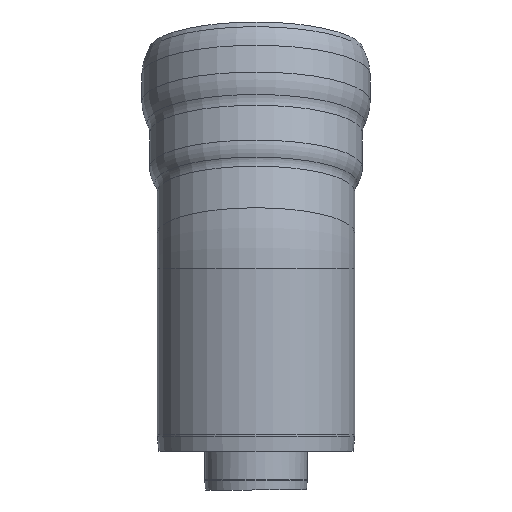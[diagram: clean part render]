
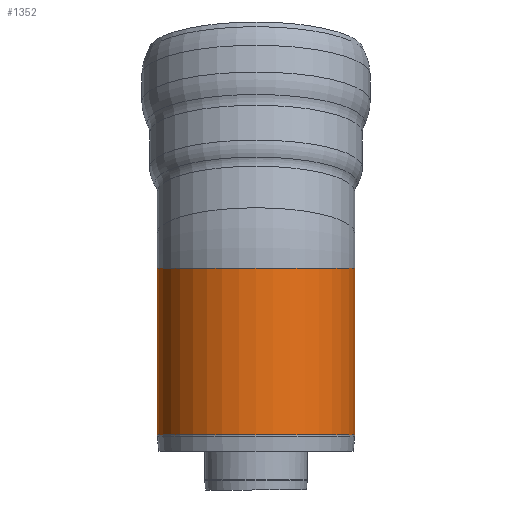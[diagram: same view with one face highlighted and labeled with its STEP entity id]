
A CAD part, left-side view. The second image highlights one B-rep face of the part: STEP entity #1352.
In plain terms, the highlighted cylindrical face has radius 510 mm (diameter 1020 mm), a full revolution.
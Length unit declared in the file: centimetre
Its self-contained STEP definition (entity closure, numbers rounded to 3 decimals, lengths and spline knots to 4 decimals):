
#97=CYLINDRICAL_SURFACE('',#1464,51.);
#117=LINE('',#2169,#198);
#198=VECTOR('',#1709,51.);
#293=FACE_OUTER_BOUND('',#377,.T.);
#377=EDGE_LOOP('',(#954,#955,#956,#957,#958,#959));
#465=CIRCLE('',#1457,51.);
#466=CIRCLE('',#1458,51.);
#471=CIRCLE('',#1465,51.);
#472=CIRCLE('',#1466,51.);
#578=VERTEX_POINT('',#2151);
#579=VERTEX_POINT('',#2152);
#583=VERTEX_POINT('',#2165);
#584=VERTEX_POINT('',#2166);
#718=EDGE_CURVE('',#578,#579,#465,.T.);
#719=EDGE_CURVE('',#579,#578,#466,.T.);
#725=EDGE_CURVE('',#583,#584,#471,.T.);
#726=EDGE_CURVE('',#584,#583,#472,.T.);
#727=EDGE_CURVE('',#584,#579,#117,.T.);
#954=ORIENTED_EDGE('',*,*,#725,.F.);
#955=ORIENTED_EDGE('',*,*,#726,.F.);
#956=ORIENTED_EDGE('',*,*,#727,.T.);
#957=ORIENTED_EDGE('',*,*,#718,.F.);
#958=ORIENTED_EDGE('',*,*,#719,.F.);
#959=ORIENTED_EDGE('',*,*,#727,.F.);
#1352=ADVANCED_FACE('',(#293),#97,.T.);
#1457=AXIS2_PLACEMENT_3D('',#2153,#1688,#1689);
#1458=AXIS2_PLACEMENT_3D('',#2154,#1690,#1691);
#1464=AXIS2_PLACEMENT_3D('',#2164,#1703,#1704);
#1465=AXIS2_PLACEMENT_3D('',#2167,#1705,#1706);
#1466=AXIS2_PLACEMENT_3D('',#2168,#1707,#1708);
#1688=DIRECTION('center_axis',(0.,0.,
-1.));
#1689=DIRECTION('ref_axis',(-1.,0.,0.));
#1690=DIRECTION('center_axis',(0.,0.,
-1.));
#1691=DIRECTION('ref_axis',(-1.,0.,0.));
#1703=DIRECTION('center_axis',(0.,0.,
1.));
#1704=DIRECTION('ref_axis',(1.,0.,0.));
#1705=DIRECTION('center_axis',(0.,0.,
1.));
#1706=DIRECTION('ref_axis',(-1.,0.,0.));
#1707=DIRECTION('center_axis',(0.,0.,
1.));
#1708=DIRECTION('ref_axis',(-1.,0.,0.));
#1709=DIRECTION('',(0.,0.,-1.));
#2151=CARTESIAN_POINT('',(0.,51.,28.5239));
#2152=CARTESIAN_POINT('',(-51.,0.,28.5239));
#2153=CARTESIAN_POINT('Origin',(0.,0.,28.5239));
#2154=CARTESIAN_POINT('Origin',(0.,0.,28.5239));
#2164=CARTESIAN_POINT('Origin',(0.,0.,71.2862));
#2165=CARTESIAN_POINT('',(51.,0.,114.5725));
#2166=CARTESIAN_POINT('',(-51.,0.,114.5725));
#2167=CARTESIAN_POINT('Origin',(0.,0.,
114.5725));
#2168=CARTESIAN_POINT('Origin',(0.,0.,
114.5725));
#2169=CARTESIAN_POINT('',(-51.,0.,71.2862));
